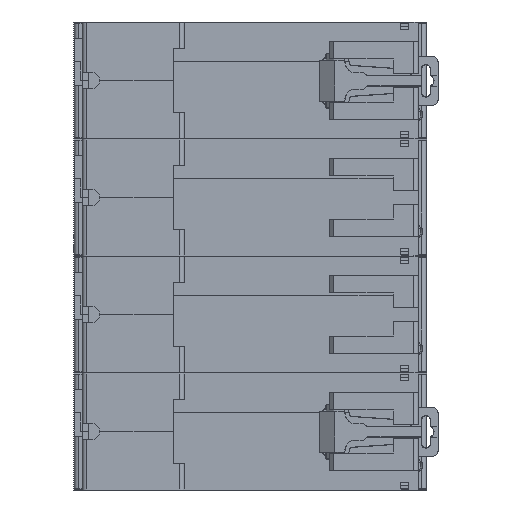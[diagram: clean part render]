
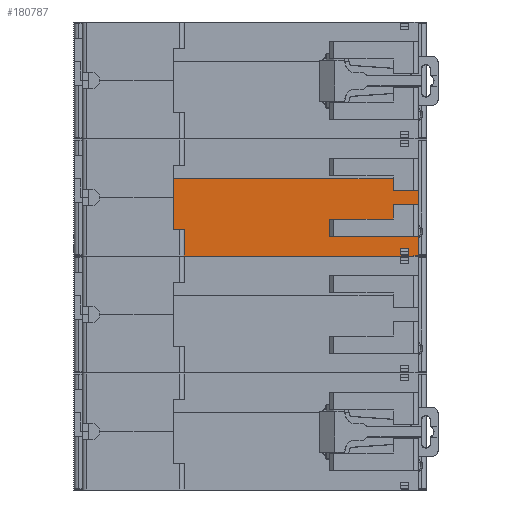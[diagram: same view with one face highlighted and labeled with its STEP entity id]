
A CAD part, front view. The second image highlights one B-rep face of the part: STEP entity #180787.
In plain terms, the highlighted planar face has unit normal (0, -1, 0).
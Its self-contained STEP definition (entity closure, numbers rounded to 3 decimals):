
#9718 = VERTEX_POINT ( 'NONE', #59250 ) ;
#15070 = VECTOR ( 'NONE', #106526, 1000. ) ;
#16716 = ORIENTED_EDGE ( 'NONE', *, *, #127787, .T. ) ;
#17982 = DIRECTION ( 'NONE',  ( 0., 0., -1. ) ) ;
#19808 = LINE ( 'NONE', #168539, #47295 ) ;
#19940 = DIRECTION ( 'NONE',  ( 0., 0., -1. ) ) ;
#20052 = DIRECTION ( 'NONE',  ( 0., 0., -1. ) ) ;
#22360 = CARTESIAN_POINT ( 'NONE',  ( 22.5, 5.5, -48.7 ) ) ;
#22800 = EDGE_CURVE ( 'NONE', #76488, #146712, #19808, .T. ) ;
#26280 = DIRECTION ( 'NONE',  ( 0., 0., 1. ) ) ;
#26786 = EDGE_LOOP ( 'NONE', ( #185680, #146826, #26791, #138565, #110214, #127418, #184115, #16716, #45001, #185879, #59343, #144476, #51456, #188950 ) ) ;
#26791 = ORIENTED_EDGE ( 'NONE', *, *, #35955, .T. ) ;
#28395 = VERTEX_POINT ( 'NONE', #76427 ) ;
#28872 = VECTOR ( 'NONE', #54919, 1000. ) ;
#30285 = EDGE_CURVE ( 'NONE', #9718, #60097, #145942, .T. ) ;
#30872 = EDGE_CURVE ( 'NONE', #9718, #125369, #59729, .T. ) ;
#33105 = LINE ( 'NONE', #76637, #167782 ) ;
#33354 = DIRECTION ( 'NONE',  ( 0., 0., -1. ) ) ;
#33758 = EDGE_CURVE ( 'NONE', #154201, #57201, #152014, .T. ) ;
#34771 = CARTESIAN_POINT ( 'NONE',  ( 78.2, 5.5, -31.1 ) ) ;
#34854 = LINE ( 'NONE', #94764, #144626 ) ;
#35955 = EDGE_CURVE ( 'NONE', #60097, #109249, #43259, .T. ) ;
#40819 = CARTESIAN_POINT ( 'NONE',  ( 58., 5.5, -44.3 ) ) ;
#40950 = CARTESIAN_POINT ( 'NONE',  ( 74.2, 5.5, -46.9 ) ) ;
#43259 = LINE ( 'NONE', #72276, #28872 ) ;
#45001 = ORIENTED_EDGE ( 'NONE', *, *, #140858, .F. ) ;
#46165 = DIRECTION ( 'NONE',  ( 1., 0., 0. ) ) ;
#46391 = DIRECTION ( 'NONE',  ( -1., 0., 0. ) ) ;
#47295 = VECTOR ( 'NONE', #140554, 1000. ) ;
#49021 = CARTESIAN_POINT ( 'NONE',  ( 22.5, 5.5, -31.1 ) ) ;
#51456 = ORIENTED_EDGE ( 'NONE', *, *, #164613, .F. ) ;
#54919 = DIRECTION ( 'NONE',  ( 0., 0., -1. ) ) ;
#55788 = VERTEX_POINT ( 'NONE', #92237 ) ;
#57201 = VERTEX_POINT ( 'NONE', #188943 ) ;
#59250 = CARTESIAN_POINT ( 'NONE',  ( 22.5, 5.5, -31.1 ) ) ;
#59343 = ORIENTED_EDGE ( 'NONE', *, *, #99462, .F. ) ;
#59729 = LINE ( 'NONE', #49021, #172731 ) ;
#59955 = LINE ( 'NONE', #60896, #170048 ) ;
#59984 = CARTESIAN_POINT ( 'NONE',  ( 78.2, 5.5, -44.3 ) ) ;
#60097 = VERTEX_POINT ( 'NONE', #142832 ) ;
#60896 = CARTESIAN_POINT ( 'NONE',  ( 80., 5.5, -44.3 ) ) ;
#63915 = EDGE_CURVE ( 'NONE', #125369, #55788, #33105, .T. ) ;
#66700 = DIRECTION ( 'NONE',  ( 1., 0., 0. ) ) ;
#68367 = VECTOR ( 'NONE', #19940, 1000. ) ;
#69797 = CARTESIAN_POINT ( 'NONE',  ( 22.5, 5.5, -22.1 ) ) ;
#72276 = CARTESIAN_POINT ( 'NONE',  ( 22.5, 5.5, -22.1 ) ) ;
#74238 = EDGE_CURVE ( 'NONE', #75498, #175348, #59955, .T. ) ;
#74718 = CARTESIAN_POINT ( 'NONE',  ( 22.5, 5.5, -48.7 ) ) ;
#75068 = CARTESIAN_POINT ( 'NONE',  ( 58., 5.5, -22.1 ) ) ;
#75498 = VERTEX_POINT ( 'NONE', #59984 ) ;
#76427 = CARTESIAN_POINT ( 'NONE',  ( 76., 5.5, -48.7 ) ) ;
#76488 = VERTEX_POINT ( 'NONE', #117966 ) ;
#76637 = CARTESIAN_POINT ( 'NONE',  ( 78.2, 5.5, -22.1 ) ) ;
#88594 = LINE ( 'NONE', #147506, #101859 ) ;
#89830 = CARTESIAN_POINT ( 'NONE',  ( 74.2, 5.5, -48.7 ) ) ;
#92237 = CARTESIAN_POINT ( 'NONE',  ( 78.2, 5.5, -35.4 ) ) ;
#94764 = CARTESIAN_POINT ( 'NONE',  ( 22.5, 5.5, -48.7 ) ) ;
#95578 = VECTOR ( 'NONE', #161350, 1000. ) ;
#96822 = EDGE_CURVE ( 'NONE', #146712, #100606, #161878, .T. ) ;
#99462 = EDGE_CURVE ( 'NONE', #154201, #175348, #151312, .T. ) ;
#100606 = VERTEX_POINT ( 'NONE', #89830 ) ;
#101859 = VECTOR ( 'NONE', #148460, 1000. ) ;
#104642 = DIRECTION ( 'NONE',  ( 0., 0., -1. ) ) ;
#106526 = DIRECTION ( 'NONE',  ( 1., 0., 0. ) ) ;
#109249 = VERTEX_POINT ( 'NONE', #22360 ) ;
#110214 = ORIENTED_EDGE ( 'NONE', *, *, #96822, .F. ) ;
#112091 = EDGE_CURVE ( 'NONE', #109249, #100606, #119127, .T. ) ;
#116173 = CARTESIAN_POINT ( 'NONE',  ( 58., 5.5, -41.4 ) ) ;
#117966 = CARTESIAN_POINT ( 'NONE',  ( 76., 5.5, -46.9 ) ) ;
#119127 = LINE ( 'NONE', #74718, #15070 ) ;
#123450 = LINE ( 'NONE', #135094, #190337 ) ;
#125369 = VERTEX_POINT ( 'NONE', #34771 ) ;
#127418 = ORIENTED_EDGE ( 'NONE', *, *, #22800, .F. ) ;
#127787 = EDGE_CURVE ( 'NONE', #28395, #139437, #34854, .T. ) ;
#130513 = CARTESIAN_POINT ( 'NONE',  ( 22.5, 5.5, -22.1 ) ) ;
#130755 = EDGE_CURVE ( 'NONE', #76488, #28395, #166767, .T. ) ;
#131573 = FACE_OUTER_BOUND ( 'NONE', #26786, .T. ) ;
#133186 = VECTOR ( 'NONE', #134692, 1000. ) ;
#134692 = DIRECTION ( 'NONE',  ( 1., 0., 0. ) ) ;
#135094 = CARTESIAN_POINT ( 'NONE',  ( 78.2, 5.5, -22.1 ) ) ;
#138565 = ORIENTED_EDGE ( 'NONE', *, *, #112091, .T. ) ;
#139437 = VERTEX_POINT ( 'NONE', #142013 ) ;
#140554 = DIRECTION ( 'NONE',  ( -1., 0., 0. ) ) ;
#140858 = EDGE_CURVE ( 'NONE', #75498, #139437, #88594, .T. ) ;
#142013 = CARTESIAN_POINT ( 'NONE',  ( 78.2, 5.5, -48.7 ) ) ;
#142832 = CARTESIAN_POINT ( 'NONE',  ( 22.5, 5.5, -35.4 ) ) ;
#144476 = ORIENTED_EDGE ( 'NONE', *, *, #33758, .T. ) ;
#144626 = VECTOR ( 'NONE', #66700, 1000. ) ;
#145942 = LINE ( 'NONE', #130513, #95578 ) ;
#146712 = VERTEX_POINT ( 'NONE', #40950 ) ;
#146826 = ORIENTED_EDGE ( 'NONE', *, *, #30285, .T. ) ;
#147506 = CARTESIAN_POINT ( 'NONE',  ( 78.2, 5.5, -22.1 ) ) ;
#147892 = AXIS2_PLACEMENT_3D ( 'NONE', #69797, #161459, #26280 ) ;
#148460 = DIRECTION ( 'NONE',  ( 0., 0., -1. ) ) ;
#151312 = LINE ( 'NONE', #75068, #175790 ) ;
#152014 = LINE ( 'NONE', #177152, #133186 ) ;
#154201 = VERTEX_POINT ( 'NONE', #116173 ) ;
#159556 = PLANE ( 'NONE',  #147892 ) ;
#161350 = DIRECTION ( 'NONE',  ( 0., 0., -1. ) ) ;
#161459 = DIRECTION ( 'NONE',  ( 0., 1., 0. ) ) ;
#161878 = LINE ( 'NONE', #165670, #175534 ) ;
#164613 = EDGE_CURVE ( 'NONE', #55788, #57201, #123450, .T. ) ;
#165670 = CARTESIAN_POINT ( 'NONE',  ( 74.2, 5.5, -47.7 ) ) ;
#166767 = LINE ( 'NONE', #167724, #68367 ) ;
#167724 = CARTESIAN_POINT ( 'NONE',  ( 76., 5.5, -47.7 ) ) ;
#167782 = VECTOR ( 'NONE', #104642, 1000. ) ;
#168539 = CARTESIAN_POINT ( 'NONE',  ( 74.2, 5.5, -46.9 ) ) ;
#170048 = VECTOR ( 'NONE', #46391, 1000. ) ;
#172731 = VECTOR ( 'NONE', #46165, 1000. ) ;
#175348 = VERTEX_POINT ( 'NONE', #40819 ) ;
#175534 = VECTOR ( 'NONE', #33354, 1000. ) ;
#175790 = VECTOR ( 'NONE', #17982, 1000. ) ;
#177152 = CARTESIAN_POINT ( 'NONE',  ( 44.8, 5.5, -41.4 ) ) ;
#180787 = ADVANCED_FACE ( 'NONE', ( #131573 ), #159556, .F. ) ;
#184115 = ORIENTED_EDGE ( 'NONE', *, *, #130755, .T. ) ;
#185680 = ORIENTED_EDGE ( 'NONE', *, *, #30872, .F. ) ;
#185879 = ORIENTED_EDGE ( 'NONE', *, *, #74238, .T. ) ;
#188943 = CARTESIAN_POINT ( 'NONE',  ( 78.2, 5.5, -41.4 ) ) ;
#188950 = ORIENTED_EDGE ( 'NONE', *, *, #63915, .F. ) ;
#190337 = VECTOR ( 'NONE', #20052, 1000. ) ;
